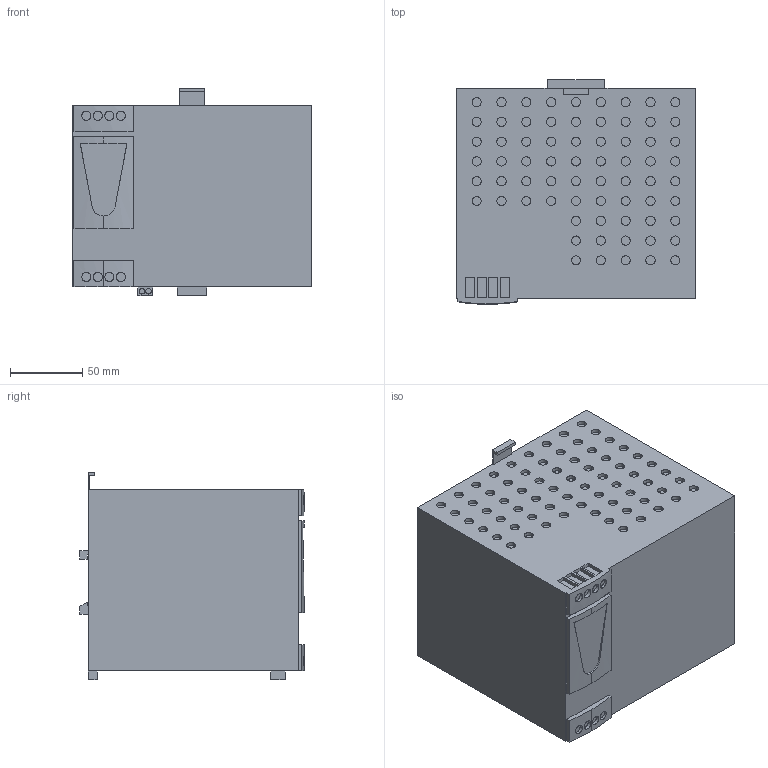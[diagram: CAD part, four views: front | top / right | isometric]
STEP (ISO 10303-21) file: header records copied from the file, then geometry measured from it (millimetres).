
FILE_DESCRIPTION(('starvars output'),'2;1');
FILE_NAME('ABL8WPS24400_3D.stp','10:04:41 2020/03/31',( 'Thomas Industrial Network Germany GmbH'),( 'Thomas Industrial Network Germany GmbH'),'unknown preprocess','ACIS' ,'unknown authorization');
FILE_SCHEMA(('AUTOMOTIVE_DESIGN_CC2 {UNKNOWN IMPLEMENTATION LEVEL}'));
Length unit declared in the file: millimetre
Products named in the file (1): PRODUCT_ID_63
Bounding box: 165 x 154.84 x 142.98 mm (x, y, z)
Volume: 2993173 mm3; surface area: 137499.5 mm2
Topology: 1 solids, 1 shells, 541 faces, 1136 edges, 757 vertices
Faces by surface type: cylinder 303, plane 238
Entity records: 17148 total; most frequent: CARTESIAN_POINT 2277, ORIENTED_EDGE 2272, DIRECTION 1902, EDGE_CURVE 1136, VERTEX_POINT 757, EDGE_LOOP 701, FACE_BOUND 701, AXIS2_PLACEMENT_3D 690
